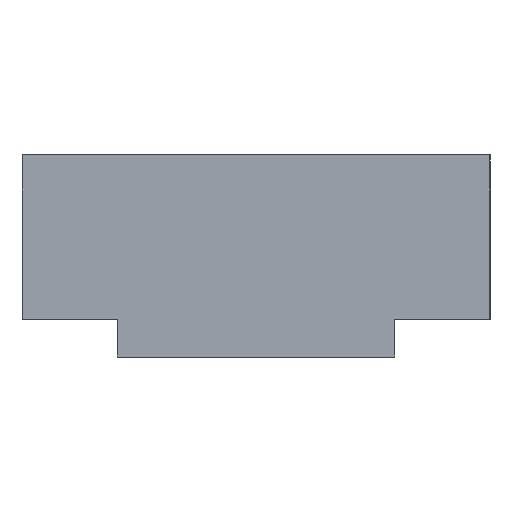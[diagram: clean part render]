
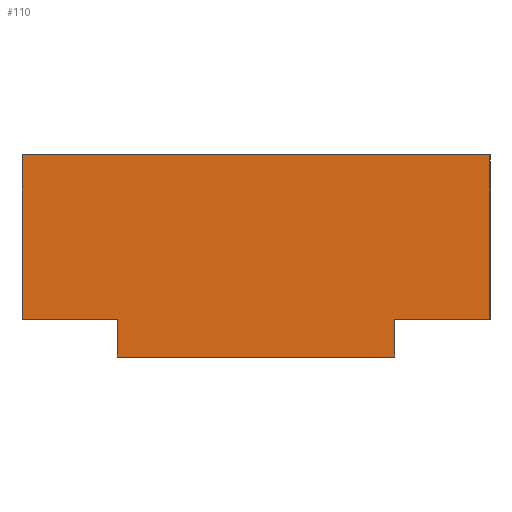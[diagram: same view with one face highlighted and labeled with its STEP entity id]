
A CAD part, top view. The second image highlights one B-rep face of the part: STEP entity #110.
In plain terms, the highlighted planar face has unit normal (0, 0, 1).
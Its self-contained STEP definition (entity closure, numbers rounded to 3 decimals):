
#1 = VERTEX_POINT ( 'NONE', #404 ) ;
#3 = ORIENTED_EDGE ( 'NONE', *, *, #419, .T. ) ;
#29 = VERTEX_POINT ( 'NONE', #342 ) ;
#33 = FACE_OUTER_BOUND ( 'NONE', #597, .T. ) ;
#36 = CARTESIAN_POINT ( 'NONE',  ( -37., -10., 10. ) ) ;
#47 = VECTOR ( 'NONE', #482, 1000. ) ;
#51 = ORIENTED_EDGE ( 'NONE', *, *, #235, .T. ) ;
#69 = LINE ( 'NONE', #577, #612 ) ;
#87 = VECTOR ( 'NONE', #351, 1000. ) ;
#110 = ADVANCED_FACE ( 'NONE', ( #33 ), #688, .F. ) ;
#111 = VECTOR ( 'NONE', #683, 1000. ) ;
#119 = EDGE_CURVE ( 'NONE', #727, #346, #681, .T. ) ;
#120 = DIRECTION ( 'NONE',  ( 0., -1., 0. ) ) ;
#125 = VECTOR ( 'NONE', #728, 1000. ) ;
#126 = LINE ( 'NONE', #536, #248 ) ;
#152 = ORIENTED_EDGE ( 'NONE', *, *, #167, .T. ) ;
#167 = EDGE_CURVE ( 'NONE', #671, #1, #126, .T. ) ;
#173 = CARTESIAN_POINT ( 'NONE',  ( 37., -10., 10. ) ) ;
#193 = LINE ( 'NONE', #240, #490 ) ;
#197 = VERTEX_POINT ( 'NONE', #380 ) ;
#198 = VERTEX_POINT ( 'NONE', #218 ) ;
#203 = CARTESIAN_POINT ( 'NONE',  ( -62.5, 0., 10. ) ) ;
#212 = LINE ( 'NONE', #647, #47 ) ;
#218 = CARTESIAN_POINT ( 'NONE',  ( 62.5, 44., 10. ) ) ;
#235 = EDGE_CURVE ( 'NONE', #197, #671, #69, .T. ) ;
#240 = CARTESIAN_POINT ( 'NONE',  ( 62.5, 44., 10. ) ) ;
#248 = VECTOR ( 'NONE', #288, 1000. ) ;
#259 = CARTESIAN_POINT ( 'NONE',  ( 62.5, 0., 10. ) ) ;
#288 = DIRECTION ( 'NONE',  ( 1., 0., 0. ) ) ;
#295 = EDGE_CURVE ( 'NONE', #346, #1, #496, .T. ) ;
#342 = CARTESIAN_POINT ( 'NONE',  ( 37., 0., 10. ) ) ;
#346 = VERTEX_POINT ( 'NONE', #642 ) ;
#351 = DIRECTION ( 'NONE',  ( 1., 0., 0. ) ) ;
#353 = DIRECTION ( 'NONE',  ( -1., 0., 0. ) ) ;
#356 = EDGE_CURVE ( 'NONE', #198, #434, #193, .T. ) ;
#357 = DIRECTION ( 'NONE',  ( 0., -1., 0. ) ) ;
#380 = CARTESIAN_POINT ( 'NONE',  ( -62.5, 44., 10. ) ) ;
#384 = EDGE_CURVE ( 'NONE', #727, #29, #212, .T. ) ;
#404 = CARTESIAN_POINT ( 'NONE',  ( -37., 0., 10. ) ) ;
#417 = CARTESIAN_POINT ( 'NONE',  ( -37., -10., 10. ) ) ;
#419 = EDGE_CURVE ( 'NONE', #29, #434, #583, .T. ) ;
#434 = VERTEX_POINT ( 'NONE', #259 ) ;
#478 = ORIENTED_EDGE ( 'NONE', *, *, #119, .F. ) ;
#482 = DIRECTION ( 'NONE',  ( 0., 1., 0. ) ) ;
#490 = VECTOR ( 'NONE', #120, 1000. ) ;
#496 = LINE ( 'NONE', #417, #111 ) ;
#502 = ORIENTED_EDGE ( 'NONE', *, *, #384, .T. ) ;
#513 = VECTOR ( 'NONE', #353, 1000. ) ;
#536 = CARTESIAN_POINT ( 'NONE',  ( -62.5, 0., 10. ) ) ;
#576 = DIRECTION ( 'NONE',  ( -1., 0., 0. ) ) ;
#577 = CARTESIAN_POINT ( 'NONE',  ( -62.5, 44., 10. ) ) ;
#580 = ORIENTED_EDGE ( 'NONE', *, *, #617, .F. ) ;
#583 = LINE ( 'NONE', #203, #125 ) ;
#597 = EDGE_LOOP ( 'NONE', ( #152, #718, #478, #502, #3, #626, #580, #51 ) ) ;
#610 = DIRECTION ( 'NONE',  ( 0., 0., -1. ) ) ;
#612 = VECTOR ( 'NONE', #357, 1000. ) ;
#615 = CARTESIAN_POINT ( 'NONE',  ( -62.5, 44., 10. ) ) ;
#617 = EDGE_CURVE ( 'NONE', #197, #198, #726, .T. ) ;
#624 = CARTESIAN_POINT ( 'NONE',  ( -62.5, 0., 10. ) ) ;
#626 = ORIENTED_EDGE ( 'NONE', *, *, #356, .F. ) ;
#642 = CARTESIAN_POINT ( 'NONE',  ( -37., -10., 10. ) ) ;
#647 = CARTESIAN_POINT ( 'NONE',  ( 37., -10., 10. ) ) ;
#671 = VERTEX_POINT ( 'NONE', #624 ) ;
#678 = AXIS2_PLACEMENT_3D ( 'NONE', #615, #610, #576 ) ;
#681 = LINE ( 'NONE', #36, #513 ) ;
#683 = DIRECTION ( 'NONE',  ( 0., 1., 0. ) ) ;
#688 = PLANE ( 'NONE',  #678 ) ;
#718 = ORIENTED_EDGE ( 'NONE', *, *, #295, .F. ) ;
#726 = LINE ( 'NONE', #754, #87 ) ;
#727 = VERTEX_POINT ( 'NONE', #173 ) ;
#728 = DIRECTION ( 'NONE',  ( 1., 0., 0. ) ) ;
#754 = CARTESIAN_POINT ( 'NONE',  ( -62.5, 44., 10. ) ) ;
